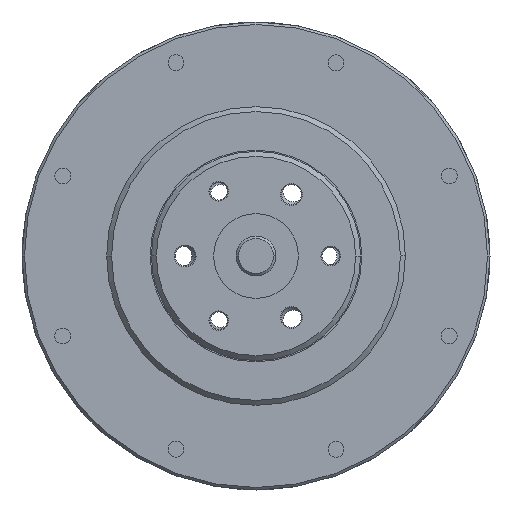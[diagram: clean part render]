
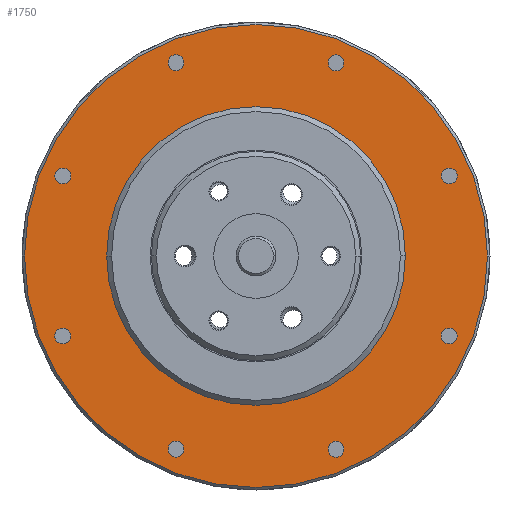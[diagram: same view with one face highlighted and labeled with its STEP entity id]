
A CAD part, front view. The second image highlights one B-rep face of the part: STEP entity #1750.
In plain terms, the highlighted planar face has unit normal (0, -1, 0).
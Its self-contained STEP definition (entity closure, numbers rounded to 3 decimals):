
#631=CARTESIAN_POINT('',(0.,8.5,0.));
#632=DIRECTION('',(0.,1.,0.));
#633=DIRECTION('',(1.,0.,0.));
#634=AXIS2_PLACEMENT_3D('',#631,#632,#633);
#636=CARTESIAN_POINT('',(0.,8.5,0.));
#637=DIRECTION('',(0.,1.,0.));
#638=DIRECTION('',(0.,0.,-1.));
#639=AXIS2_PLACEMENT_3D('',#636,#637,#638);
#641=CARTESIAN_POINT('',(0.,8.5,0.));
#642=DIRECTION('',(0.,1.,0.));
#643=DIRECTION('',(-1.,0.,0.));
#644=AXIS2_PLACEMENT_3D('',#641,#642,#643);
#646=CARTESIAN_POINT('',(0.,8.5,0.));
#647=DIRECTION('',(0.,1.,0.));
#648=DIRECTION('',(0.,0.,1.));
#649=AXIS2_PLACEMENT_3D('',#646,#647,#648);
#651=CARTESIAN_POINT('',(0.,8.5,0.));
#652=DIRECTION('',(0.,-1.,0.));
#653=DIRECTION('',(1.,0.,0.));
#654=AXIS2_PLACEMENT_3D('',#651,#652,#653);
#656=CARTESIAN_POINT('',(0.,8.5,0.));
#657=DIRECTION('',(0.,-1.,0.));
#658=DIRECTION('',(-1.,0.,0.));
#659=AXIS2_PLACEMENT_3D('',#656,#657,#658);
#661=CARTESIAN_POINT('',(16.073,8.5,-38.803));
#662=DIRECTION('',(0.,-1.,0.));
#663=DIRECTION('',(0.,0.,-1.));
#664=AXIS2_PLACEMENT_3D('',#661,#662,#663);
#666=CARTESIAN_POINT('',(16.073,8.5,-38.803));
#667=DIRECTION('',(0.,-1.,0.));
#668=DIRECTION('',(0.,0.,1.));
#669=AXIS2_PLACEMENT_3D('',#666,#667,#668);
#671=CARTESIAN_POINT('',(38.803,8.5,-16.073));
#672=DIRECTION('',(0.,-1.,0.));
#673=DIRECTION('',(0.707,0.,-0.707));
#674=AXIS2_PLACEMENT_3D('',#671,#672,#673);
#676=CARTESIAN_POINT('',(38.803,8.5,-16.073));
#677=DIRECTION('',(0.,-1.,0.));
#678=DIRECTION('',(-0.707,0.,0.707));
#679=AXIS2_PLACEMENT_3D('',#676,#677,#678);
#681=CARTESIAN_POINT('',(38.803,8.5,16.073));
#682=DIRECTION('',(0.,-1.,0.));
#683=DIRECTION('',(1.,0.,0.));
#684=AXIS2_PLACEMENT_3D('',#681,#682,#683);
#686=CARTESIAN_POINT('',(38.803,8.5,16.073));
#687=DIRECTION('',(0.,-1.,0.));
#688=DIRECTION('',(-1.,0.,0.));
#689=AXIS2_PLACEMENT_3D('',#686,#687,#688);
#691=CARTESIAN_POINT('',(16.073,8.5,38.803));
#692=DIRECTION('',(0.,-1.,0.));
#693=DIRECTION('',(0.707,0.,0.707));
#694=AXIS2_PLACEMENT_3D('',#691,#692,#693);
#696=CARTESIAN_POINT('',(16.073,8.5,38.803));
#697=DIRECTION('',(0.,-1.,0.));
#698=DIRECTION('',(-0.707,0.,-0.707));
#699=AXIS2_PLACEMENT_3D('',#696,#697,#698);
#701=CARTESIAN_POINT('',(-16.073,8.5,38.803));
#702=DIRECTION('',(0.,-1.,0.));
#703=DIRECTION('',(0.,0.,1.));
#704=AXIS2_PLACEMENT_3D('',#701,#702,#703);
#706=CARTESIAN_POINT('',(-16.073,8.5,38.803));
#707=DIRECTION('',(0.,-1.,0.));
#708=DIRECTION('',(0.,0.,-1.));
#709=AXIS2_PLACEMENT_3D('',#706,#707,#708);
#711=CARTESIAN_POINT('',(-38.803,8.5,16.073));
#712=DIRECTION('',(0.,-1.,0.));
#713=DIRECTION('',(-0.707,0.,0.707));
#714=AXIS2_PLACEMENT_3D('',#711,#712,#713);
#716=CARTESIAN_POINT('',(-38.803,8.5,16.073));
#717=DIRECTION('',(0.,-1.,0.));
#718=DIRECTION('',(0.707,0.,-0.707));
#719=AXIS2_PLACEMENT_3D('',#716,#717,#718);
#721=CARTESIAN_POINT('',(-38.803,8.5,-16.073));
#722=DIRECTION('',(0.,-1.,0.));
#723=DIRECTION('',(-1.,0.,0.));
#724=AXIS2_PLACEMENT_3D('',#721,#722,#723);
#726=CARTESIAN_POINT('',(-38.803,8.5,-16.073));
#727=DIRECTION('',(0.,-1.,0.));
#728=DIRECTION('',(1.,0.,0.));
#729=AXIS2_PLACEMENT_3D('',#726,#727,#728);
#731=CARTESIAN_POINT('',(-16.073,8.5,-38.803));
#732=DIRECTION('',(0.,-1.,0.));
#733=DIRECTION('',(-0.707,0.,-0.707));
#734=AXIS2_PLACEMENT_3D('',#731,#732,#733);
#736=CARTESIAN_POINT('',(-16.073,8.5,-38.803));
#737=DIRECTION('',(0.,-1.,0.));
#738=DIRECTION('',(0.707,0.,0.707));
#739=AXIS2_PLACEMENT_3D('',#736,#737,#738);
#1183=CARTESIAN_POINT('',(-46.5,8.5,0.));
#1184=VERTEX_POINT('',#1183);
#1185=CARTESIAN_POINT('',(46.5,8.5,0.));
#1186=CARTESIAN_POINT('',(0.,8.5,-46.5));
#1187=VERTEX_POINT('',#1185);
#1188=VERTEX_POINT('',#1186);
#1191=CARTESIAN_POINT('',(0.,8.5,46.5));
#1192=VERTEX_POINT('',#1191);
#1193=CARTESIAN_POINT('',(30.,8.5,0.));
#1194=CARTESIAN_POINT('',(-30.,8.5,0.));
#1195=VERTEX_POINT('',#1193);
#1196=VERTEX_POINT('',#1194);
#1197=CARTESIAN_POINT('',(16.073,8.5,-40.403));
#1198=CARTESIAN_POINT('',(16.073,8.5,-37.203));
#1199=VERTEX_POINT('',#1197);
#1200=VERTEX_POINT('',#1198);
#1201=CARTESIAN_POINT('',(39.934,8.5,-17.204));
#1202=CARTESIAN_POINT('',(37.672,8.5,-14.941));
#1203=VERTEX_POINT('',#1201);
#1204=VERTEX_POINT('',#1202);
#1205=CARTESIAN_POINT('',(40.403,8.5,16.073));
#1206=CARTESIAN_POINT('',(37.203,8.5,16.073));
#1207=VERTEX_POINT('',#1205);
#1208=VERTEX_POINT('',#1206);
#1209=CARTESIAN_POINT('',(17.204,8.5,39.934));
#1210=CARTESIAN_POINT('',(14.941,8.5,37.672));
#1211=VERTEX_POINT('',#1209);
#1212=VERTEX_POINT('',#1210);
#1213=CARTESIAN_POINT('',(-16.073,8.5,40.403));
#1214=CARTESIAN_POINT('',(-16.073,8.5,37.203));
#1215=VERTEX_POINT('',#1213);
#1216=VERTEX_POINT('',#1214);
#1217=CARTESIAN_POINT('',(-39.934,8.5,17.204));
#1218=CARTESIAN_POINT('',(-37.672,8.5,14.941));
#1219=VERTEX_POINT('',#1217);
#1220=VERTEX_POINT('',#1218);
#1221=CARTESIAN_POINT('',(-40.403,8.5,-16.073));
#1222=CARTESIAN_POINT('',(-37.203,8.5,-16.073));
#1223=VERTEX_POINT('',#1221);
#1224=VERTEX_POINT('',#1222);
#1225=CARTESIAN_POINT('',(-17.204,8.5,-39.934));
#1226=CARTESIAN_POINT('',(-14.941,8.5,-37.672));
#1227=VERTEX_POINT('',#1225);
#1228=VERTEX_POINT('',#1226);
#1685=CARTESIAN_POINT('',(0.,8.5,0.));
#1686=DIRECTION('',(0.,-1.,0.));
#1687=DIRECTION('',(-1.,0.,0.));
#1688=AXIS2_PLACEMENT_3D('',#1685,#1686,#1687);
#1689=PLANE('',#1688);
#1690=ORIENTED_EDGE('',*,*,#1647,.T.);
#1691=ORIENTED_EDGE('',*,*,#1645,.T.);
#1692=ORIENTED_EDGE('',*,*,#1666,.T.);
#1693=ORIENTED_EDGE('',*,*,#1664,.T.);
#1694=EDGE_LOOP('',(#1690,#1691,#1692,#1693));
#1695=FACE_OUTER_BOUND('',#1694,.F.);
#1697=ORIENTED_EDGE('',*,*,#1696,.T.);
#1699=ORIENTED_EDGE('',*,*,#1698,.T.);
#1700=EDGE_LOOP('',(#1697,#1699));
#1701=FACE_BOUND('',#1700,.F.);
#1703=ORIENTED_EDGE('',*,*,#1702,.T.);
#1705=ORIENTED_EDGE('',*,*,#1704,.T.);
#1706=EDGE_LOOP('',(#1703,#1705));
#1707=FACE_BOUND('',#1706,.F.);
#1709=ORIENTED_EDGE('',*,*,#1708,.T.);
#1711=ORIENTED_EDGE('',*,*,#1710,.T.);
#1712=EDGE_LOOP('',(#1709,#1711));
#1713=FACE_BOUND('',#1712,.F.);
#1715=ORIENTED_EDGE('',*,*,#1714,.T.);
#1717=ORIENTED_EDGE('',*,*,#1716,.T.);
#1718=EDGE_LOOP('',(#1715,#1717));
#1719=FACE_BOUND('',#1718,.F.);
#1721=ORIENTED_EDGE('',*,*,#1720,.T.);
#1723=ORIENTED_EDGE('',*,*,#1722,.T.);
#1724=EDGE_LOOP('',(#1721,#1723));
#1725=FACE_BOUND('',#1724,.F.);
#1727=ORIENTED_EDGE('',*,*,#1726,.T.);
#1729=ORIENTED_EDGE('',*,*,#1728,.T.);
#1730=EDGE_LOOP('',(#1727,#1729));
#1731=FACE_BOUND('',#1730,.F.);
#1733=ORIENTED_EDGE('',*,*,#1732,.T.);
#1735=ORIENTED_EDGE('',*,*,#1734,.T.);
#1736=EDGE_LOOP('',(#1733,#1735));
#1737=FACE_BOUND('',#1736,.F.);
#1739=ORIENTED_EDGE('',*,*,#1738,.T.);
#1741=ORIENTED_EDGE('',*,*,#1740,.T.);
#1742=EDGE_LOOP('',(#1739,#1741));
#1743=FACE_BOUND('',#1742,.F.);
#1745=ORIENTED_EDGE('',*,*,#1744,.T.);
#1747=ORIENTED_EDGE('',*,*,#1746,.T.);
#1748=EDGE_LOOP('',(#1745,#1747));
#1749=FACE_BOUND('',#1748,.F.);
#1750=ADVANCED_FACE('',(#1695,#1701,#1707,#1713,#1719,#1725,#1731,#1737,#1743,
#1749),#1689,.T.);
#635=CIRCLE('',#634,46.5);
#640=CIRCLE('',#639,46.5);
#645=CIRCLE('',#644,46.5);
#650=CIRCLE('',#649,46.5);
#655=CIRCLE('',#654,30.);
#660=CIRCLE('',#659,30.);
#665=CIRCLE('',#664,1.6);
#670=CIRCLE('',#669,1.6);
#675=CIRCLE('',#674,1.6);
#680=CIRCLE('',#679,1.6);
#685=CIRCLE('',#684,1.6);
#690=CIRCLE('',#689,1.6);
#695=CIRCLE('',#694,1.6);
#700=CIRCLE('',#699,1.6);
#705=CIRCLE('',#704,1.6);
#710=CIRCLE('',#709,1.6);
#715=CIRCLE('',#714,1.6);
#720=CIRCLE('',#719,1.6);
#725=CIRCLE('',#724,1.6);
#730=CIRCLE('',#729,1.6);
#735=CIRCLE('',#734,1.6);
#740=CIRCLE('',#739,1.6);
#1645=EDGE_CURVE('',#1188,#1184,#640,.T.);
#1647=EDGE_CURVE('',#1187,#1188,#635,.T.);
#1664=EDGE_CURVE('',#1192,#1187,#650,.T.);
#1666=EDGE_CURVE('',#1184,#1192,#645,.T.);
#1696=EDGE_CURVE('',#1195,#1196,#655,.T.);
#1698=EDGE_CURVE('',#1196,#1195,#660,.T.);
#1702=EDGE_CURVE('',#1199,#1200,#665,.T.);
#1704=EDGE_CURVE('',#1200,#1199,#670,.T.);
#1708=EDGE_CURVE('',#1203,#1204,#675,.T.);
#1710=EDGE_CURVE('',#1204,#1203,#680,.T.);
#1714=EDGE_CURVE('',#1207,#1208,#685,.T.);
#1716=EDGE_CURVE('',#1208,#1207,#690,.T.);
#1720=EDGE_CURVE('',#1211,#1212,#695,.T.);
#1722=EDGE_CURVE('',#1212,#1211,#700,.T.);
#1726=EDGE_CURVE('',#1215,#1216,#705,.T.);
#1728=EDGE_CURVE('',#1216,#1215,#710,.T.);
#1732=EDGE_CURVE('',#1219,#1220,#715,.T.);
#1734=EDGE_CURVE('',#1220,#1219,#720,.T.);
#1738=EDGE_CURVE('',#1223,#1224,#725,.T.);
#1740=EDGE_CURVE('',#1224,#1223,#730,.T.);
#1744=EDGE_CURVE('',#1227,#1228,#735,.T.);
#1746=EDGE_CURVE('',#1228,#1227,#740,.T.);
